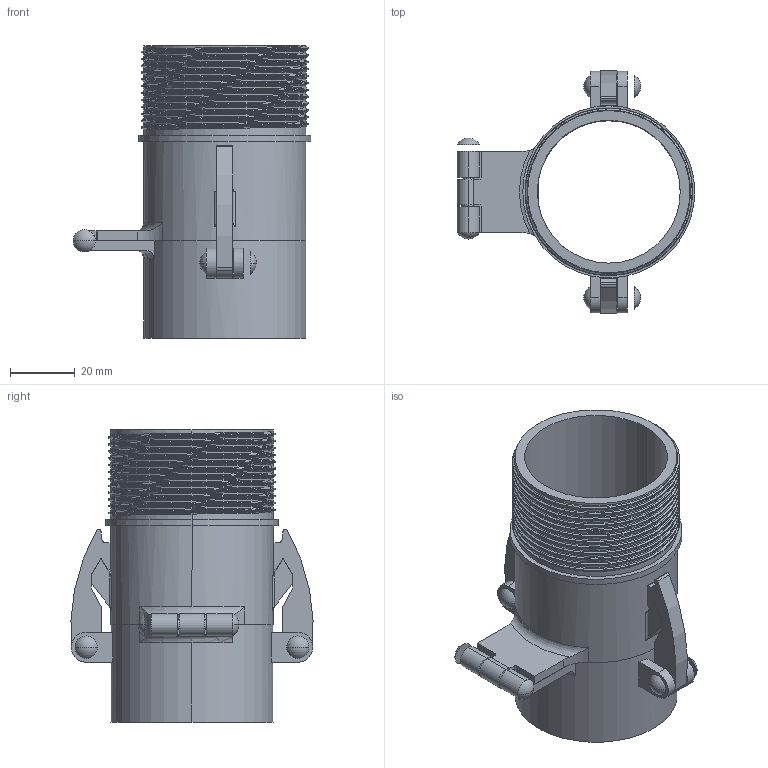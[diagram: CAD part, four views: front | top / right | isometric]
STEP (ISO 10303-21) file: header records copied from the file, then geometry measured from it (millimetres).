
FILE_DESCRIPTION (( 'STEP AP214' ), '1' );
FILE_NAME ('master.STEP', '2026-01-02T04:40:59', ( '' ), ( '' ), 'SwSTEP 2.0', 'SolidWorks 2025', '' );
FILE_SCHEMA (( 'AUTOMOTIVE_DESIGN' ));
Length unit declared in the file: millimetre
Products named in the file (6): body_2; hinge_pin; clip_pin; clip; body_1; master
Assembly tree (7 placements, depth 2):
  master
    body_1
    clip  x2
    body_2
    hinge_pin
    clip_pin  x2
Bounding box: 73.2 x 74.56 x 90 mm (x, y, z)
Volume: 49604.2 mm3; surface area: 38277.9 mm2
Topology: 14 solids, 14 shells, 225 faces, 580 edges, 383 vertices
Faces by surface type: cylinder 107, plane 93, sphere 12, bspline 11, torus 2
Entity records: 13286 total; most frequent: CARTESIAN_POINT 8426, ORIENTED_EDGE 992, DIRECTION 960, EDGE_CURVE 496, AXIS2_PLACEMENT_3D 365, VERTEX_POINT 329, LINE 230, VECTOR 230
